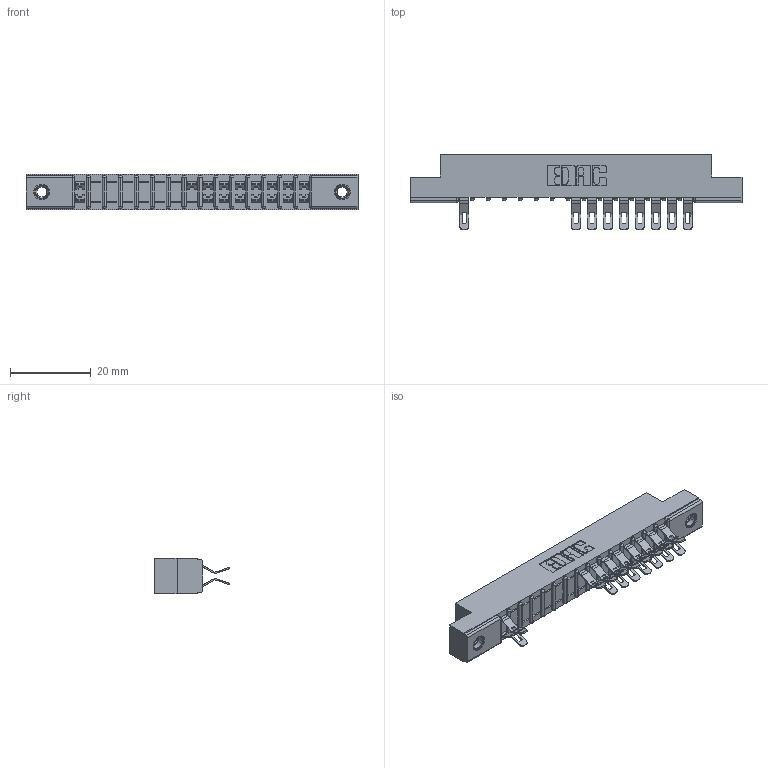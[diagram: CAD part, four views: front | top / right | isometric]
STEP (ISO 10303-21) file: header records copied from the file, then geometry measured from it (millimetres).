
FILE_DESCRIPTION (( 'STEP AP203' ), '1' );
FILE_NAME ('307-030-555-207.STEP', '2018-08-04T19:44:36', ( '' ), ( '' ), 'SwSTEP 2.0', 'SolidWorks 2016', '' );
FILE_SCHEMA (( 'CONFIG_CONTROL_DESIGN' ));
Length unit declared in the file: inch
Products named in the file (4): 307-030-555-207; 307 Part_.156 Dia Mounting Holes; 307-290-001_555; 345-250-001_345-250-005-103
Assembly tree (20 placements, depth 2):
  307-030-555-207
    307 Part_.156 Dia Mounting Holes
    307-290-001_555  x17
    345-250-001_345-250-005-103  x2
Bounding box: 82.45 x 18.75 x 8.71 mm (x, y, z)
Volume: 5262.6 mm3; surface area: 8253.9 mm2
Topology: 20 solids, 20 shells, 1361 faces, 3952 edges, 2560 vertices
Faces by surface type: plane 758, cylinder 555, sphere 32, cone 12, torus 4
Entity records: 17974 total; most frequent: CARTESIAN_POINT 2993, ORIENTED_EDGE 2972, DIRECTION 2946, EDGE_CURVE 1486, VECTOR 1116, LINE 1116, VERTEX_POINT 962, AXIS2_PLACEMENT_3D 915
